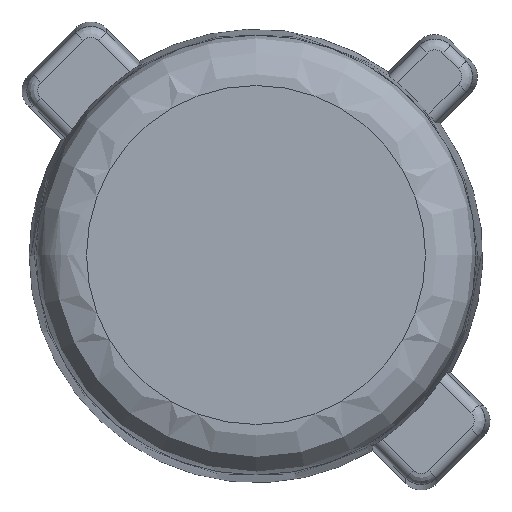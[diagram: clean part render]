
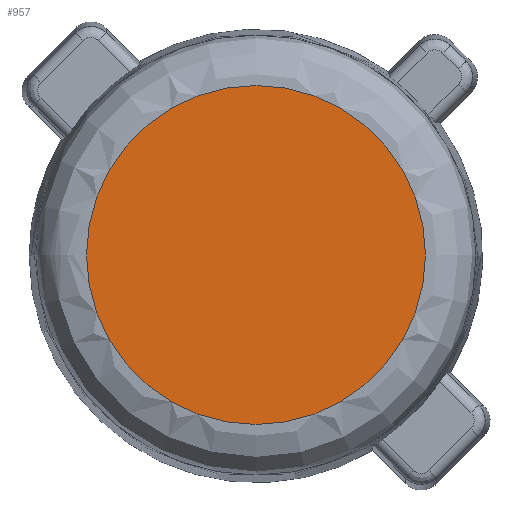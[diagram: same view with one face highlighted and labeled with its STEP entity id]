
A CAD part, top view. The second image highlights one B-rep face of the part: STEP entity #957.
In plain terms, the highlighted planar face has unit normal (0, 0, 1).
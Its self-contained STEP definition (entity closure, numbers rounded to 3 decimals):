
#51=PLANE('',#1067);
#142=FACE_OUTER_BOUND('',#202,.T.);
#202=EDGE_LOOP('',(#885));
#365=CIRCLE('',#1066,3.865);
#456=VERTEX_POINT('',#2423);
#599=EDGE_CURVE('',#456,#456,#365,.T.);
#885=ORIENTED_EDGE('',*,*,#599,.F.);
#957=ADVANCED_FACE('',(#142),#51,.T.);
#1066=AXIS2_PLACEMENT_3D('',#2434,#1304,#1305);
#1067=AXIS2_PLACEMENT_3D('',#2435,#1306,#1307);
#1304=DIRECTION('center_axis',(0.,0.,-1.));
#1305=DIRECTION('ref_axis',(1.,0.,0.));
#1306=DIRECTION('center_axis',(0.,0.,1.));
#1307=DIRECTION('ref_axis',(1.,0.,0.));
#2423=CARTESIAN_POINT('',(-3.865,0.,13.1));
#2434=CARTESIAN_POINT('Origin',(0.,0.,13.1));
#2435=CARTESIAN_POINT('Origin',(0.,0.,13.1));
